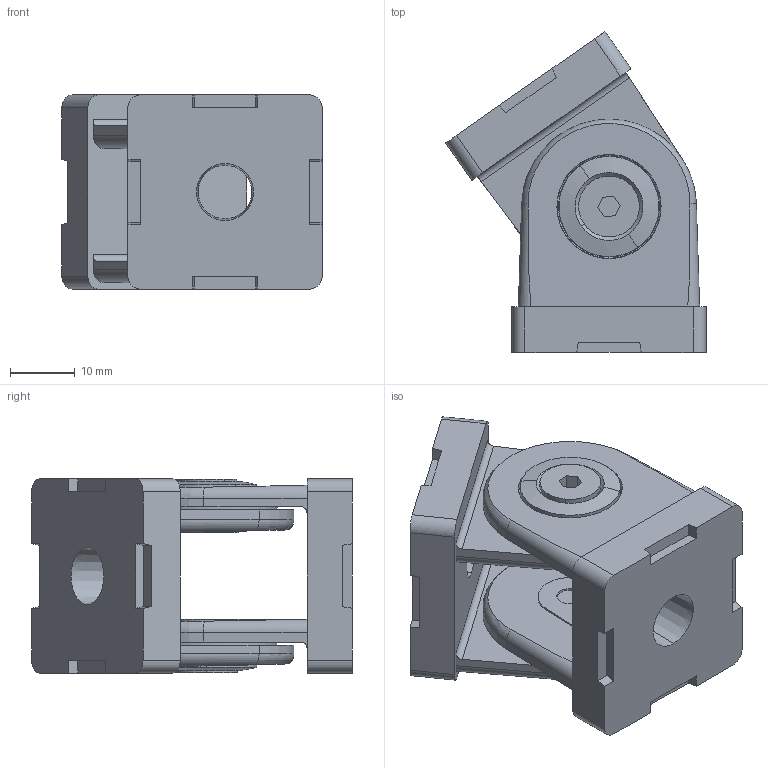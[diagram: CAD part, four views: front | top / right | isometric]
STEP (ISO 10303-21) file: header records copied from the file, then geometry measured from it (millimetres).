
FILE_DESCRIPTION (( 'STEP AP214' ), '1' );
FILE_NAME ('4.03.SPSJ.STEP', '2025-06-14T19:09:24', ( '' ), ( '' ), 'SwSTEP 2.0', 'SolidWorks 2023', '' );
FILE_SCHEMA (( 'AUTOMOTIVE_DESIGN' ));
Length unit declared in the file: millimetre
Products named in the file (1): 4.03.SPSJ
Bounding box: 40.19 x 49.53 x 30 mm (x, y, z)
Volume: 20923.5 mm3; surface area: 14152.4 mm2
Topology: 8 solids, 8 shells, 382 faces, 938 edges, 590 vertices
Faces by surface type: plane 142, cylinder 94, torus 74, cone 66, sphere 4, bspline 2
Entity records: 16216 total; most frequent: CARTESIAN_POINT 2907, DIRECTION 1892, ORIENTED_EDGE 1876, EDGE_CURVE 938, AXIS2_PLACEMENT_3D 741, VERTEX_POINT 590, EDGE_LOOP 420, VECTOR 410
